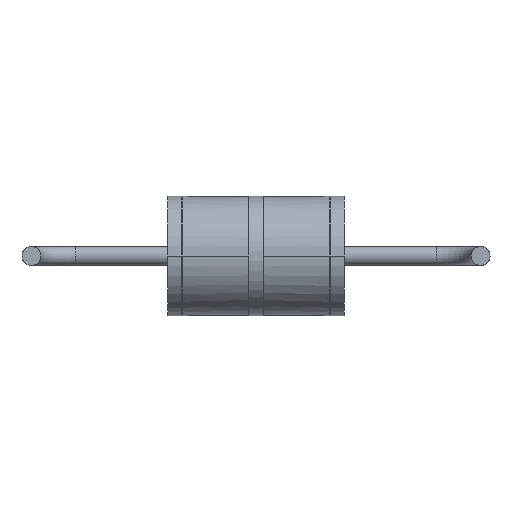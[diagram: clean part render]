
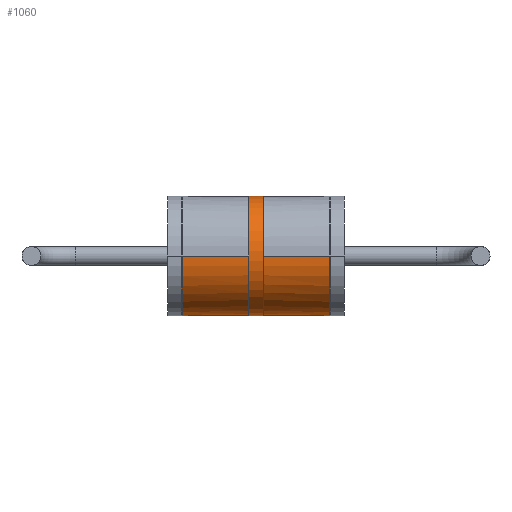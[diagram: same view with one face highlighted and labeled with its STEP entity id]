
A CAD part, left-side view. The second image highlights one B-rep face of the part: STEP entity #1060.
In plain terms, the highlighted cylindrical face has radius 2.55 mm (diameter 5.1 mm), a partial arc.
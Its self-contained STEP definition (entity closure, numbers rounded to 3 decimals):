
#56=DIRECTION('',(0.,1.,0.));
#57=VECTOR('',#56,0.025);
#58=CARTESIAN_POINT('',(2.518,0.3,-0.4));
#59=LINE('',#58,#57);
#64=DIRECTION('',(0.,-1.,0.));
#65=VECTOR('',#64,0.025);
#66=CARTESIAN_POINT('',(2.518,-0.3,-0.4));
#67=LINE('',#66,#65);
#116=CARTESIAN_POINT('',(2.55,-0.4,0.));
#117=CARTESIAN_POINT('',(2.55,-0.4,-0.026));
#118=CARTESIAN_POINT('',(2.549,-0.395,
-0.078));
#119=CARTESIAN_POINT('',(2.546,-0.372,
-0.154));
#120=CARTESIAN_POINT('',(2.54,-0.335,
-0.223));
#121=CARTESIAN_POINT('',(2.534,-0.285,
-0.285));
#122=CARTESIAN_POINT('',(2.528,-0.223,
-0.335));
#123=CARTESIAN_POINT('',(2.523,-0.154,
-0.372));
#124=CARTESIAN_POINT('',(2.519,-0.078,
-0.395));
#125=CARTESIAN_POINT('',(2.518,0.,
-0.403));
#126=CARTESIAN_POINT('',(2.519,0.078,
-0.395));
#127=CARTESIAN_POINT('',(2.523,0.154,
-0.372));
#128=CARTESIAN_POINT('',(2.528,0.223,
-0.335));
#129=CARTESIAN_POINT('',(2.534,0.285,
-0.285));
#130=CARTESIAN_POINT('',(2.54,0.335,
-0.223));
#131=CARTESIAN_POINT('',(2.546,0.372,
-0.154));
#132=CARTESIAN_POINT('',(2.549,0.395,
-0.078));
#133=CARTESIAN_POINT('',(2.55,0.4,-0.026));
#134=CARTESIAN_POINT('',(2.55,0.4,0.));
#136=CARTESIAN_POINT('',(0.,3.15,0.));
#137=DIRECTION('',(0.,-1.,0.));
#138=DIRECTION('',(-1.,0.,0.));
#139=AXIS2_PLACEMENT_3D('',#136,#137,#138);
#141=CARTESIAN_POINT('',(0.,0.3,0.));
#142=DIRECTION('',(0.,1.,0.));
#143=DIRECTION('',(0.988,0.,-0.157));
#144=AXIS2_PLACEMENT_3D('',#141,#142,#143);
#146=DIRECTION('',(0.,1.,0.));
#147=VECTOR('',#146,0.3);
#148=CARTESIAN_POINT('',(2.518,0.,0.4));
#149=LINE('',#148,#147);
#150=DIRECTION('',(0.,-1.,0.));
#151=VECTOR('',#150,0.3);
#152=CARTESIAN_POINT('',(2.518,0.,0.4));
#153=LINE('',#152,#151);
#154=CARTESIAN_POINT('',(0.,-0.3,0.));
#155=DIRECTION('',(0.,-1.,0.));
#156=DIRECTION('',(0.988,0.,0.157));
#157=AXIS2_PLACEMENT_3D('',#154,#155,#156);
#159=CARTESIAN_POINT('',(0.,-0.325,0.));
#160=DIRECTION('',(0.,-1.,0.));
#161=DIRECTION('',(-1.,0.,0.));
#162=AXIS2_PLACEMENT_3D('',#159,#160,#161);
#226=DIRECTION('',(0.,-1.,0.));
#227=VECTOR('',#226,2.75);
#228=CARTESIAN_POINT('',(2.55,3.15,0.));
#229=LINE('',#228,#227);
#230=DIRECTION('',(0.,-1.,0.));
#231=VECTOR('',#230,2.825);
#232=CARTESIAN_POINT('',(-2.55,3.15,0.));
#233=LINE('',#232,#231);
#244=DIRECTION('',(0.,-1.,0.));
#245=VECTOR('',#244,2.75);
#246=CARTESIAN_POINT('',(2.55,-0.4,0.));
#247=LINE('',#246,#245);
#248=DIRECTION('',(0.,-1.,0.));
#249=VECTOR('',#248,2.825);
#250=CARTESIAN_POINT('',(-2.55,-0.325,0.));
#251=LINE('',#250,#249);
#368=CARTESIAN_POINT('',(0.,0.325,0.));
#369=DIRECTION('',(0.,-1.,0.));
#370=DIRECTION('',(-1.,0.,0.));
#371=AXIS2_PLACEMENT_3D('',#368,#369,#370);
#640=CARTESIAN_POINT('',(0.,-3.15,0.));
#641=DIRECTION('',(0.,-1.,0.));
#642=DIRECTION('',(-1.,0.,0.));
#643=AXIS2_PLACEMENT_3D('',#640,#641,#642);
#723=CARTESIAN_POINT('',(-2.55,-0.325,0.));
#724=CARTESIAN_POINT('',(-2.55,-3.15,0.));
#725=VERTEX_POINT('',#723);
#726=VERTEX_POINT('',#724);
#739=CARTESIAN_POINT('',(-2.55,3.15,0.));
#740=CARTESIAN_POINT('',(-2.55,0.325,0.));
#741=VERTEX_POINT('',#739);
#742=VERTEX_POINT('',#740);
#763=CARTESIAN_POINT('',(2.55,3.15,0.));
#764=VERTEX_POINT('',#763);
#765=CARTESIAN_POINT('',(2.55,-3.15,0.));
#766=VERTEX_POINT('',#765);
#807=CARTESIAN_POINT('',(2.518,0.,0.4));
#808=CARTESIAN_POINT('',(2.518,0.3,0.4));
#809=VERTEX_POINT('',#807);
#810=VERTEX_POINT('',#808);
#813=CARTESIAN_POINT('',(2.518,0.3,-0.4));
#814=CARTESIAN_POINT('',(2.518,0.325,-0.4));
#815=VERTEX_POINT('',#813);
#816=VERTEX_POINT('',#814);
#817=CARTESIAN_POINT('',(2.518,-0.3,0.4));
#819=VERTEX_POINT('',#817);
#821=CARTESIAN_POINT('',(2.518,-0.3,-0.4));
#822=CARTESIAN_POINT('',(2.518,-0.325,-0.4));
#823=VERTEX_POINT('',#821);
#824=VERTEX_POINT('',#822);
#877=CARTESIAN_POINT('',(2.55,-0.4,0.));
#878=VERTEX_POINT('',#877);
#879=CARTESIAN_POINT('',(2.55,0.4,0.));
#880=VERTEX_POINT('',#879);
#1025=CARTESIAN_POINT('',(0.,0.,0.));
#1026=DIRECTION('',(0.,-1.,0.));
#1027=DIRECTION('',(-1.,0.,0.));
#1028=AXIS2_PLACEMENT_3D('',#1025,#1026,#1027);
#1029=CYLINDRICAL_SURFACE('',#1028,2.55);
#1031=ORIENTED_EDGE('',*,*,#1030,.T.);
#1033=ORIENTED_EDGE('',*,*,#1032,.F.);
#1035=ORIENTED_EDGE('',*,*,#1034,.F.);
#1037=ORIENTED_EDGE('',*,*,#1036,.T.);
#1039=ORIENTED_EDGE('',*,*,#1038,.T.);
#1040=ORIENTED_EDGE('',*,*,#960,.F.);
#1042=ORIENTED_EDGE('',*,*,#1041,.T.);
#1044=ORIENTED_EDGE('',*,*,#1043,.F.);
#1046=ORIENTED_EDGE('',*,*,#1045,.T.);
#1048=ORIENTED_EDGE('',*,*,#1047,.T.);
#1049=ORIENTED_EDGE('',*,*,#976,.T.);
#1051=ORIENTED_EDGE('',*,*,#1050,.F.);
#1053=ORIENTED_EDGE('',*,*,#1052,.T.);
#1055=ORIENTED_EDGE('',*,*,#1054,.T.);
#1057=ORIENTED_EDGE('',*,*,#1056,.F.);
#1058=EDGE_LOOP('',(#1031,#1033,#1035,#1037,#1039,#1040,#1042,#1044,#1046,#1048,
#1049,#1051,#1053,#1055,#1057));
#1059=FACE_OUTER_BOUND('',#1058,.F.);
#135=B_SPLINE_CURVE_WITH_KNOTS('',3,(#116,#117,#118,#119,#120,#121,#122,#123,
#124,#125,#126,#127,#128,#129,#130,#131,#132,#133,#134),.UNSPECIFIED.,.F.,.F.,
(4,1,1,1,1,1,1,1,1,1,1,1,1,1,1,1,4),(0.,0.063,0.125,0.188,0.25,
0.313,0.375,0.438,0.5,0.563,0.625,0.688,0.75,0.813,
0.875,0.938,1.),.UNSPECIFIED.);
#140=CIRCLE('',#139,2.55);
#145=CIRCLE('',#144,2.55);
#158=CIRCLE('',#157,2.55);
#163=CIRCLE('',#162,2.55);
#372=CIRCLE('',#371,2.55);
#644=CIRCLE('',#643,2.55);
#960=EDGE_CURVE('',#815,#816,#59,.T.);
#976=EDGE_CURVE('',#823,#824,#67,.T.);
#1030=EDGE_CURVE('',#878,#880,#135,.T.);
#1032=EDGE_CURVE('',#764,#880,#229,.T.);
#1034=EDGE_CURVE('',#741,#764,#140,.T.);
#1036=EDGE_CURVE('',#741,#742,#233,.T.);
#1038=EDGE_CURVE('',#742,#816,#372,.T.);
#1041=EDGE_CURVE('',#815,#810,#145,.T.);
#1043=EDGE_CURVE('',#809,#810,#149,.T.);
#1045=EDGE_CURVE('',#809,#819,#153,.T.);
#1047=EDGE_CURVE('',#819,#823,#158,.T.);
#1050=EDGE_CURVE('',#725,#824,#163,.T.);
#1052=EDGE_CURVE('',#725,#726,#251,.T.);
#1054=EDGE_CURVE('',#726,#766,#644,.T.);
#1056=EDGE_CURVE('',#878,#766,#247,.T.);
#1060=ADVANCED_FACE('',(#1059),#1029,.T.);
